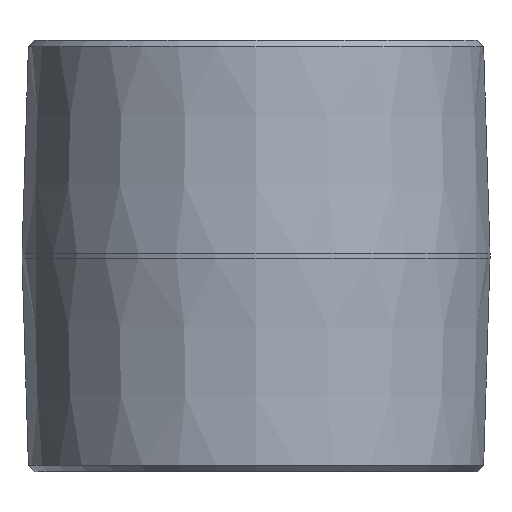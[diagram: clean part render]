
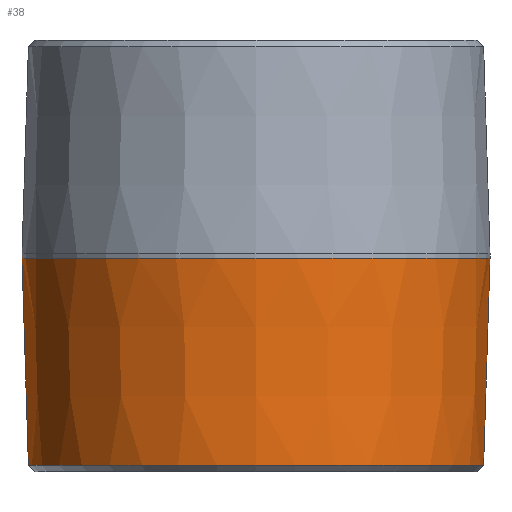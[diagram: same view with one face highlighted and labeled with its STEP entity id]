
A CAD part, front view. The second image highlights one B-rep face of the part: STEP entity #38.
In plain terms, the highlighted conical face has half-angle 1.78 degrees and reference radius 24.13 mm.
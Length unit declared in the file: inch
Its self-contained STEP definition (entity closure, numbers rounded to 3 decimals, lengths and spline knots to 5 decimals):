
#1 = CARTESIAN_POINT ( 'NONE',  ( -0.95, 0., 0.865 ) ) ;
#21 = VECTOR ( 'NONE', #168, 39.37008 ) ;
#38 = ADVANCED_FACE ( 'NONE', ( #471 ), #331, .T. ) ;
#65 = VECTOR ( 'NONE', #359, 39.37008 ) ;
#70 = ORIENTED_EDGE ( 'NONE', *, *, #161, .T. ) ;
#83 = VERTEX_POINT ( 'NONE', #388 ) ;
#96 = ORIENTED_EDGE ( 'NONE', *, *, #372, .F. ) ;
#102 = CARTESIAN_POINT ( 'NONE',  ( 0., 0., 0.865 ) ) ;
#112 = CARTESIAN_POINT ( 'NONE',  ( 0.9239, 0., 0.02499 ) ) ;
#116 = CIRCLE ( 'NONE', #207, 0.95 ) ;
#154 = CARTESIAN_POINT ( 'NONE',  ( 0.95, 0., 0.865 ) ) ;
#161 = EDGE_CURVE ( 'NONE', #340, #285, #407, .T. ) ;
#168 = DIRECTION ( 'NONE',  ( -0.031, 0., 1. ) ) ;
#171 = CARTESIAN_POINT ( 'NONE',  ( 0., 0., 0.865 ) ) ;
#173 = CARTESIAN_POINT ( 'NONE',  ( -0.95, 0., 0.865 ) ) ;
#200 = DIRECTION ( 'NONE',  ( -1., 0., 0. ) ) ;
#207 = AXIS2_PLACEMENT_3D ( 'NONE', #102, #244, #200 ) ;
#212 = ORIENTED_EDGE ( 'NONE', *, *, #234, .T. ) ;
#234 = EDGE_CURVE ( 'NONE', #285, #529, #116, .T. ) ;
#244 = DIRECTION ( 'NONE',  ( 0., 0., -1. ) ) ;
#280 = EDGE_LOOP ( 'NONE', ( #96, #373, #70, #212 ) ) ;
#283 = CIRCLE ( 'NONE', #518, 0.9239 ) ;
#285 = VERTEX_POINT ( 'NONE', #154 ) ;
#311 = EDGE_CURVE ( 'NONE', #83, #340, #283, .T. ) ;
#331 = CONICAL_SURFACE ( 'NONE', #375, 0.95, 0.031 ) ;
#340 = VERTEX_POINT ( 'NONE', #112 ) ;
#347 = DIRECTION ( 'NONE',  ( 0., 0., 1. ) ) ;
#359 = DIRECTION ( 'NONE',  ( 0.031, 0., 1. ) ) ;
#372 = EDGE_CURVE ( 'NONE', #83, #529, #426, .T. ) ;
#373 = ORIENTED_EDGE ( 'NONE', *, *, #311, .T. ) ;
#374 = CARTESIAN_POINT ( 'NONE',  ( 0.95, 0., 0.865 ) ) ;
#375 = AXIS2_PLACEMENT_3D ( 'NONE', #171, #347, #522 ) ;
#388 = CARTESIAN_POINT ( 'NONE',  ( -0.9239, 0., 0.02499 ) ) ;
#389 = DIRECTION ( 'NONE',  ( -1., 0., 0. ) ) ;
#407 = LINE ( 'NONE', #374, #65 ) ;
#426 = LINE ( 'NONE', #1, #21 ) ;
#432 = DIRECTION ( 'NONE',  ( 0., 0., 1. ) ) ;
#471 = FACE_OUTER_BOUND ( 'NONE', #280, .T. ) ;
#472 = CARTESIAN_POINT ( 'NONE',  ( 0., 0., 0.02499 ) ) ;
#518 = AXIS2_PLACEMENT_3D ( 'NONE', #472, #432, #389 ) ;
#522 = DIRECTION ( 'NONE',  ( 1., 0., 0. ) ) ;
#529 = VERTEX_POINT ( 'NONE', #173 ) ;
